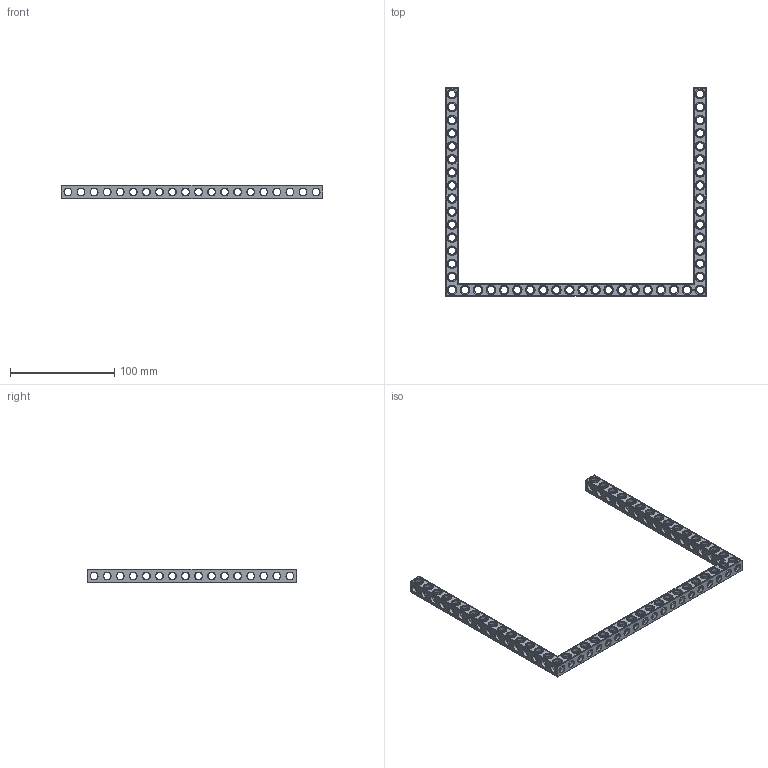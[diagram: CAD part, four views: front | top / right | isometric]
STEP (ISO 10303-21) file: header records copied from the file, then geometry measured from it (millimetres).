
FILE_DESCRIPTION(('FreeCAD Model'),'2;1');
FILE_NAME('Open CASCADE Shape Model','2022-03-09T23:18:33',('Author'),( ''),'Open CASCADE STEP processor 7.5','FreeCAD','Unknown');
FILE_SCHEMA(('AUTOMOTIVE_DESIGN { 1 0 10303 214 1 1 1 1 }'));
Products named in the file (1): Beam AGD ESS USH SYM BU20x16x01 - SPN-BEM-0646 (stemfie.org)
Bounding box: 250 x 200 x 12.5 mm (x, y, z)
Volume: 48852.9 mm3; surface area: 43558.9 mm2
Topology: 1 solids, 1 shells, 1099 faces, 3414 edges, 2202 vertices
Faces by surface type: plane 426, cylinder 301, cone 202, extrusion 170
Full cylindrical faces by diameter (mm): 6.98 x34, 7 x217, 9.2 x50
Entity records: 243882 total; most frequent: CARTESIAN_POINT 180522, DIRECTION 10286, ORIENTED_EDGE 6828, PCURVE 6828, DEFINITIONAL_REPRESENTATION 6828, VECTOR 6030, LINE 5860, EDGE_CURVE 3414
